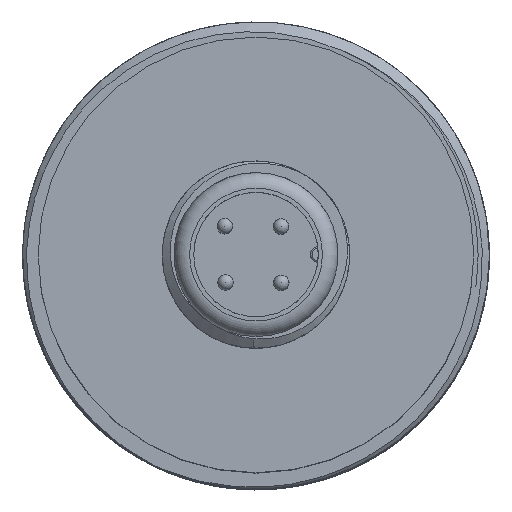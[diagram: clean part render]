
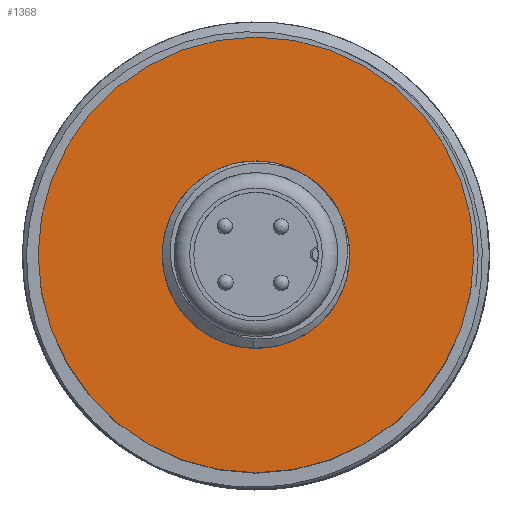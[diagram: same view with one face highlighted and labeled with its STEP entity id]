
A CAD part, top view. The second image highlights one B-rep face of the part: STEP entity #1368.
In plain terms, the highlighted planar face has unit normal (0, 0, 1).
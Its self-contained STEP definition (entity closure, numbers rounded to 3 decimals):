
#35=FACE_BOUND('',#212,.T.);
#56=PLANE('',#1488);
#118=FACE_OUTER_BOUND('',#211,.T.);
#211=EDGE_LOOP('',(#1112));
#212=EDGE_LOOP('',(#1113));
#279=CIRCLE('',#1485,14.);
#280=CIRCLE('',#1489,5.45);
#606=VERTEX_POINT('',#9568);
#607=VERTEX_POINT('',#9576);
#784=EDGE_CURVE('',#606,#606,#279,.T.);
#787=EDGE_CURVE('',#607,#607,#280,.T.);
#1112=ORIENTED_EDGE('',*,*,#784,.F.);
#1113=ORIENTED_EDGE('',*,*,#787,.T.);
#1368=ADVANCED_FACE('',(#118,#35),#56,.F.);
#1485=AXIS2_PLACEMENT_3D('',#9570,#1708,#1709);
#1488=AXIS2_PLACEMENT_3D('',#9575,#1716,#1717);
#1489=AXIS2_PLACEMENT_3D('',#9577,#1718,#1719);
#1708=DIRECTION('center_axis',(0.,0.,-1.));
#1709=DIRECTION('ref_axis',(-1.,0.,0.));
#1716=DIRECTION('center_axis',(0.,0.,-1.));
#1717=DIRECTION('ref_axis',(-1.,0.,0.));
#1718=DIRECTION('center_axis',(0.,0.,-1.));
#1719=DIRECTION('ref_axis',(-1.,0.,0.));
#9568=CARTESIAN_POINT('',(34.124,16.363,79.449));
#9570=CARTESIAN_POINT('Origin',(20.124,16.363,79.449));
#9575=CARTESIAN_POINT('Origin',(20.124,16.363,79.449));
#9576=CARTESIAN_POINT('',(25.574,16.363,79.449));
#9577=CARTESIAN_POINT('Origin',(20.124,16.363,79.449));
